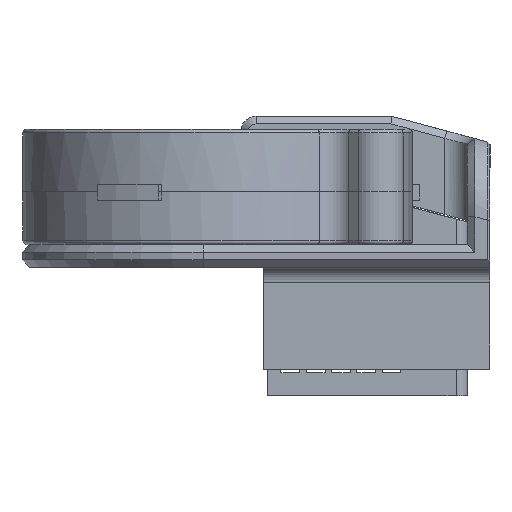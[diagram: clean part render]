
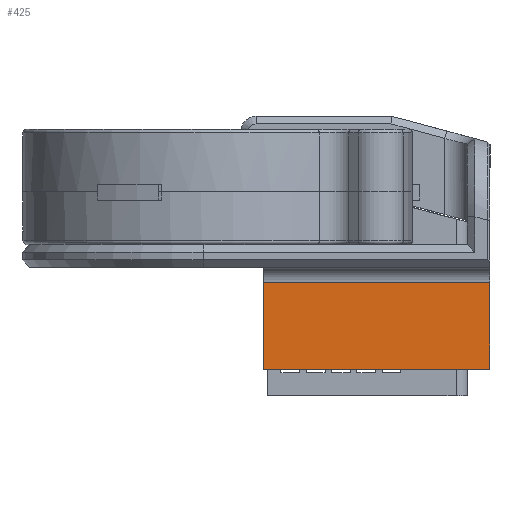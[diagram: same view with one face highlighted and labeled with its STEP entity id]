
A CAD part, left-side view. The second image highlights one B-rep face of the part: STEP entity #425.
In plain terms, the highlighted planar face has unit normal (-1, 0, 0).
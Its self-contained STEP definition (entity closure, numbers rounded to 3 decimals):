
#66 = VERTEX_POINT('',#67);
#67 = CARTESIAN_POINT('',(-3.,0.,-2.));
#74 = EDGE_CURVE('',#66,#75,#77,.T.);
#75 = VERTEX_POINT('',#76);
#76 = CARTESIAN_POINT('',(-3.,0.,-13.5));
#77 = LINE('',#78,#79);
#78 = CARTESIAN_POINT('',(-3.,0.,0.));
#79 = VECTOR('',#80,1.);
#80 = DIRECTION('',(0.,0.,-1.));
#373 = EDGE_CURVE('',#66,#374,#376,.T.);
#374 = VERTEX_POINT('',#375);
#375 = CARTESIAN_POINT('',(-3.,30.,-2.));
#376 = LINE('',#377,#378);
#377 = CARTESIAN_POINT('',(-3.,0.,-2.));
#378 = VECTOR('',#379,1.);
#379 = DIRECTION('',(0.,1.,0.));
#425 = ADVANCED_FACE('',(#426),#444,.F.);
#426 = FACE_BOUND('',#427,.F.);
#427 = EDGE_LOOP('',(#428,#429,#437,#443));
#428 = ORIENTED_EDGE('',*,*,#74,.T.);
#429 = ORIENTED_EDGE('',*,*,#430,.T.);
#430 = EDGE_CURVE('',#75,#431,#433,.T.);
#431 = VERTEX_POINT('',#432);
#432 = CARTESIAN_POINT('',(-3.,30.,-13.5));
#433 = LINE('',#434,#435);
#434 = CARTESIAN_POINT('',(-3.,0.,-13.5));
#435 = VECTOR('',#436,1.);
#436 = DIRECTION('',(0.,1.,0.));
#437 = ORIENTED_EDGE('',*,*,#438,.F.);
#438 = EDGE_CURVE('',#374,#431,#439,.T.);
#439 = LINE('',#440,#441);
#440 = CARTESIAN_POINT('',(-3.,30.,0.));
#441 = VECTOR('',#442,1.);
#442 = DIRECTION('',(0.,0.,-1.));
#443 = ORIENTED_EDGE('',*,*,#373,.F.);
#444 = PLANE('',#445);
#445 = AXIS2_PLACEMENT_3D('',#446,#447,#448);
#446 = CARTESIAN_POINT('',(-3.,0.,0.));
#447 = DIRECTION('',(1.,0.,0.));
#448 = DIRECTION('',(0.,1.,0.));
